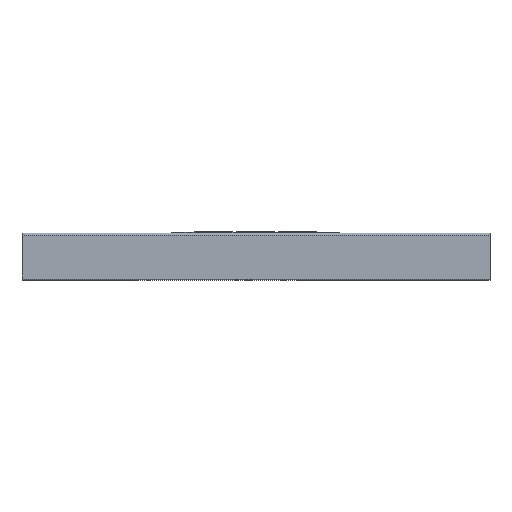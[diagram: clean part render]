
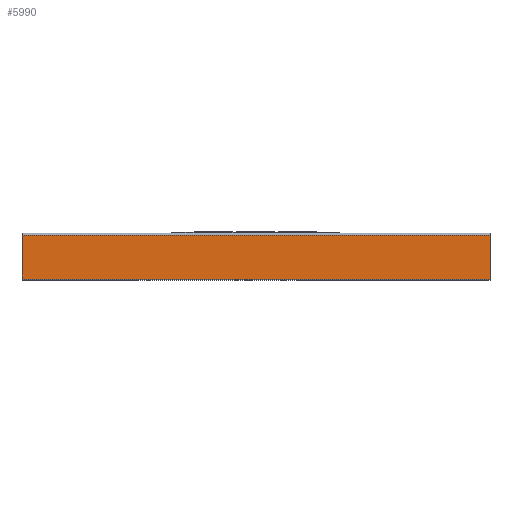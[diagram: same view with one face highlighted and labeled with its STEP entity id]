
A CAD part, front view. The second image highlights one B-rep face of the part: STEP entity #5990.
In plain terms, the highlighted planar face has unit normal (0, -1, 0).
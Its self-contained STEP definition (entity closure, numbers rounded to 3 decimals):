
#5977=AXIS2_PLACEMENT_3D('Plane Axis2P3D',#5974,#5975,#5976) ;
#155=CARTESIAN_POINT('Vertex',(0.,-65.,1.)) ;
#158=CARTESIAN_POINT('Line Origine',(0.,-65.,24.5)) ;
#162=CARTESIAN_POINT('Vertex',(0.,-65.,48.)) ;
#2669=CARTESIAN_POINT('Vertex',(500.,-65.,48.)) ;
#2672=CARTESIAN_POINT('Line Origine',(500.,-65.,24.5)) ;
#2676=CARTESIAN_POINT('Vertex',(500.,-65.,1.)) ;
#5962=CARTESIAN_POINT('Line Origine',(250.,-65.,48.)) ;
#5974=CARTESIAN_POINT('Axis2P3D Location',(0.,-65.,1.)) ;
#5979=CARTESIAN_POINT('Line Origine',(250.,-65.,1.)) ;
#159=DIRECTION('Vector Direction',(0.,0.,1.)) ;
#2673=DIRECTION('Vector Direction',(0.,0.,1.)) ;
#5963=DIRECTION('Vector Direction',(1.,0.,0.)) ;
#5975=DIRECTION('Axis2P3D Direction',(0.,1.,0.)) ;
#5976=DIRECTION('Axis2P3D XDirection',(0.,0.,1.)) ;
#5980=DIRECTION('Vector Direction',(1.,0.,0.)) ;
#160=VECTOR('Line Direction',#159,1.) ;
#2674=VECTOR('Line Direction',#2673,1.) ;
#5964=VECTOR('Line Direction',#5963,1.) ;
#5981=VECTOR('Line Direction',#5980,1.) ;
#5985=ORIENTED_EDGE('',*,*,#5966,.F.) ;
#5986=ORIENTED_EDGE('',*,*,#164,.T.) ;
#5987=ORIENTED_EDGE('',*,*,#5983,.T.) ;
#5988=ORIENTED_EDGE('',*,*,#2678,.F.) ;
#5990=ADVANCED_FACE('Corps principal',(#5989),#5978,.F.) ;
#164=EDGE_CURVE('',#163,#156,#161,.F.) ;
#2678=EDGE_CURVE('',#2670,#2677,#2675,.F.) ;
#5966=EDGE_CURVE('',#163,#2670,#5965,.T.) ;
#5983=EDGE_CURVE('',#156,#2677,#5982,.T.) ;
#5984=EDGE_LOOP('',(#5985,#5986,#5987,#5988)) ;
#5989=FACE_OUTER_BOUND('',#5984,.T.) ;
#161=LINE('Line',#158,#160) ;
#2675=LINE('Line',#2672,#2674) ;
#5965=LINE('Line',#5962,#5964) ;
#5982=LINE('Line',#5979,#5981) ;
#5978=PLANE('',#5977) ;
#156=VERTEX_POINT('',#155) ;
#163=VERTEX_POINT('',#162) ;
#2670=VERTEX_POINT('',#2669) ;
#2677=VERTEX_POINT('',#2676) ;
